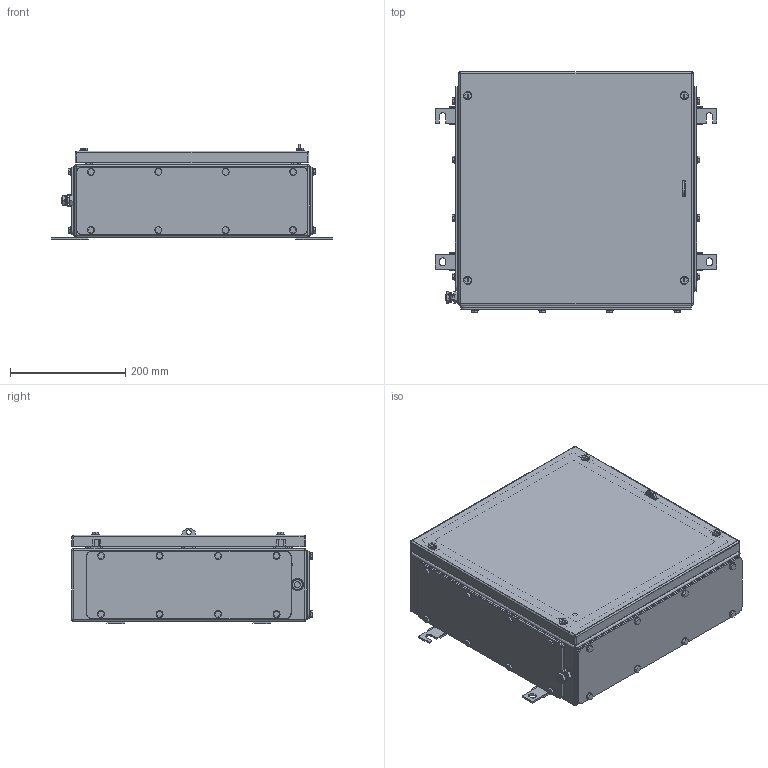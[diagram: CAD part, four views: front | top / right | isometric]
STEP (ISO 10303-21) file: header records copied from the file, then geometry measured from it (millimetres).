
FILE_DESCRIPTION(('CATIA V5 STEP Exchange','CAx-IF Rec.Pracs.--- Model Styling and Organization---1.4--- 2014-01-23'),'2;1');
FILE_NAME ('1523435-3_1_8000108842_8000108842 KTB MH 404015 S4E3.stp','2023-05-04T13:34:46+00:00',('none'),('Weidmueller'),'CATIA Version 5-6 Release 2016 SP3 HF44','CATIA V5 STEP AP214','none');
FILE_SCHEMA(('AUTOMOTIVE_DESIGN { 1 0 10303 214 1 1 1 1 }'));
Products named in the file (1): 8000108842 KTB MH 404015 S4E3
Bounding box: 487 x 417 x 165 mm (x, y, z)
Volume: 1513266.7 mm3; surface area: 1619378.3 mm2
Topology: 99 solids, 99 shells, 2406 faces, 5932 edges, 3792 vertices
Faces by surface type: plane 1011, cylinder 1003, cone 252, bspline 112, torus 20, sphere 8
Entity records: 82656 total; most frequent: CARTESIAN_POINT 28624, ORIENTED_EDGE 11656, DIRECTION 9294, EDGE_CURVE 5828, AXIS2_PLACEMENT_3D 3876, VERTEX_POINT 3792, VECTOR 3132, LINE 3132
